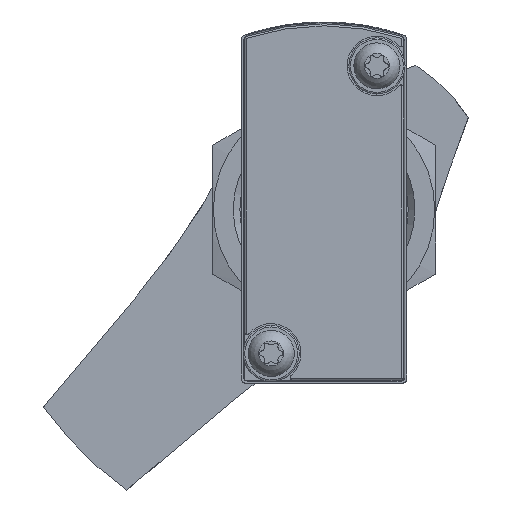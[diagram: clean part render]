
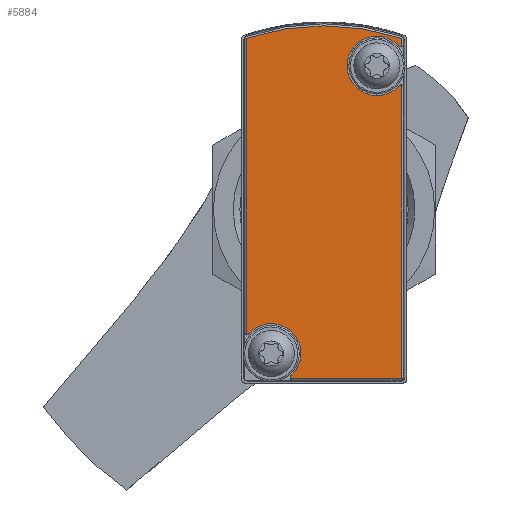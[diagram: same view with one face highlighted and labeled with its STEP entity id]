
A CAD part, front view. The second image highlights one B-rep face of the part: STEP entity #5884.
In plain terms, the highlighted planar face has unit normal (0, -1, 0).
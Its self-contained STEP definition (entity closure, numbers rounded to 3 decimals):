
#115=PLANE('',#6238);
#230=CIRCLE('',#6239,0.4);
#231=CIRCLE('',#6240,3.6);
#232=CIRCLE('',#6241,0.4);
#233=CIRCLE('',#6242,29.537);
#234=CIRCLE('',#6243,0.4);
#235=CIRCLE('',#6244,3.6);
#236=CIRCLE('',#6245,0.4);
#609=LINE('',#8774,#883);
#610=LINE('',#8783,#884);
#611=LINE('',#8787,#885);
#612=LINE('',#8795,#886);
#883=VECTOR('',#6983,1000.);
#884=VECTOR('',#6990,1000.);
#885=VECTOR('',#6993,1000.);
#886=VECTOR('',#7000,1000.);
#1181=ORIENTED_EDGE('',*,*,#2617,.T.);
#1182=ORIENTED_EDGE('',*,*,#2618,.F.);
#1183=ORIENTED_EDGE('',*,*,#2619,.T.);
#1184=ORIENTED_EDGE('',*,*,#2620,.F.);
#1185=ORIENTED_EDGE('',*,*,#2621,.T.);
#1186=ORIENTED_EDGE('',*,*,#2622,.T.);
#1187=ORIENTED_EDGE('',*,*,#2623,.F.);
#1188=ORIENTED_EDGE('',*,*,#2624,.F.);
#1189=ORIENTED_EDGE('',*,*,#2625,.T.);
#1190=ORIENTED_EDGE('',*,*,#2626,.F.);
#1191=ORIENTED_EDGE('',*,*,#2627,.T.);
#2617=EDGE_CURVE('',#3332,#3333,#609,.F.);
#2618=EDGE_CURVE('',#3334,#3333,#230,.T.);
#2619=EDGE_CURVE('',#3334,#3335,#231,.T.);
#2620=EDGE_CURVE('',#3336,#3335,#232,.T.);
#2621=EDGE_CURVE('',#3336,#3337,#610,.F.);
#2622=EDGE_CURVE('',#3337,#3338,#233,.T.);
#2623=EDGE_CURVE('',#3339,#3338,#611,.F.);
#2624=EDGE_CURVE('',#3340,#3339,#234,.T.);
#2625=EDGE_CURVE('',#3340,#3341,#235,.T.);
#2626=EDGE_CURVE('',#3342,#3341,#236,.T.);
#2627=EDGE_CURVE('',#3342,#3332,#612,.T.);
#3332=VERTEX_POINT('',#8775);
#3333=VERTEX_POINT('',#8776);
#3334=VERTEX_POINT('',#8778);
#3335=VERTEX_POINT('',#8780);
#3336=VERTEX_POINT('',#8782);
#3337=VERTEX_POINT('',#8784);
#3338=VERTEX_POINT('',#8786);
#3339=VERTEX_POINT('',#8788);
#3340=VERTEX_POINT('',#8790);
#3341=VERTEX_POINT('',#8792);
#3342=VERTEX_POINT('',#8794);
#3896=EDGE_LOOP('',(#1181,#1182,#1183,#1184,#1185,#1186,#1187,#1188,#1189,
#1190,#1191));
#4350=FACE_BOUND('',#3896,.T.);
#5884=ADVANCED_FACE('',(#4350),#115,.F.);
#6238=AXIS2_PLACEMENT_3D('',#8773,#6981,#6982);
#6239=AXIS2_PLACEMENT_3D('',#8777,#6984,#6985);
#6240=AXIS2_PLACEMENT_3D('',#8779,#6986,#6987);
#6241=AXIS2_PLACEMENT_3D('',#8781,#6988,#6989);
#6242=AXIS2_PLACEMENT_3D('',#8785,#6991,#6992);
#6243=AXIS2_PLACEMENT_3D('',#8789,#6994,#6995);
#6244=AXIS2_PLACEMENT_3D('',#8791,#6996,#6997);
#6245=AXIS2_PLACEMENT_3D('',#8793,#6998,#6999);
#6981=DIRECTION('',(0.,1.,0.));
#6982=DIRECTION('',(0.,0.,1.));
#6983=DIRECTION('',(-1.,0.,0.));
#6984=DIRECTION('',(0.,1.,0.));
#6985=DIRECTION('',(1.,0.,0.));
#6986=DIRECTION('',(0.,1.,0.));
#6987=DIRECTION('',(1.,0.,0.));
#6988=DIRECTION('',(0.,1.,0.));
#6989=DIRECTION('',(1.,0.,0.));
#6990=DIRECTION('',(-1.,0.,0.));
#6991=DIRECTION('',(0.,-1.,0.));
#6992=DIRECTION('',(0.,0.,-1.));
#6993=DIRECTION('',(-1.,0.,0.));
#6994=DIRECTION('',(0.,1.,0.));
#6995=DIRECTION('',(1.,0.,0.));
#6996=DIRECTION('',(0.,1.,0.));
#6997=DIRECTION('',(1.,0.,0.));
#6998=DIRECTION('',(0.,1.,0.));
#6999=DIRECTION('',(1.,0.,0.));
#7000=DIRECTION('',(0.,0.,-1.));
#8773=CARTESIAN_POINT('',(-20.25,-13.2,-9.25));
#8774=CARTESIAN_POINT('',(25.,-13.2,-9.387));
#8775=CARTESIAN_POINT('',(-20.387,-13.2,-9.387));
#8776=CARTESIAN_POINT('',(15.097,-13.2,-9.387));
#8777=CARTESIAN_POINT('',(14.699,-13.2,-9.35));
#8778=CARTESIAN_POINT('',(14.969,-13.2,-9.055));
#8779=CARTESIAN_POINT('',(17.4,-13.2,-6.4));
#8780=CARTESIAN_POINT('',(19.831,-13.2,-9.055));
#8781=CARTESIAN_POINT('',(20.101,-13.2,-9.35));
#8782=CARTESIAN_POINT('',(19.703,-13.2,-9.387));
#8783=CARTESIAN_POINT('',(25.,-13.2,-9.387));
#8784=CARTESIAN_POINT('',(20.722,-13.2,-9.387));
#8785=CARTESIAN_POINT('',(-7.284,-13.2,0.));
#8786=CARTESIAN_POINT('',(20.722,-13.2,9.387));
#8787=CARTESIAN_POINT('',(25.,-13.2,9.387));
#8788=CARTESIAN_POINT('',(-15.097,-13.2,9.387));
#8789=CARTESIAN_POINT('',(-14.699,-13.2,9.35));
#8790=CARTESIAN_POINT('',(-14.969,-13.2,9.055));
#8791=CARTESIAN_POINT('',(-17.4,-13.2,6.4));
#8792=CARTESIAN_POINT('',(-20.055,-13.2,3.969));
#8793=CARTESIAN_POINT('',(-20.35,-13.2,3.699));
#8794=CARTESIAN_POINT('',(-20.387,-13.2,4.097));
#8795=CARTESIAN_POINT('',(-20.387,-13.2,10.));
